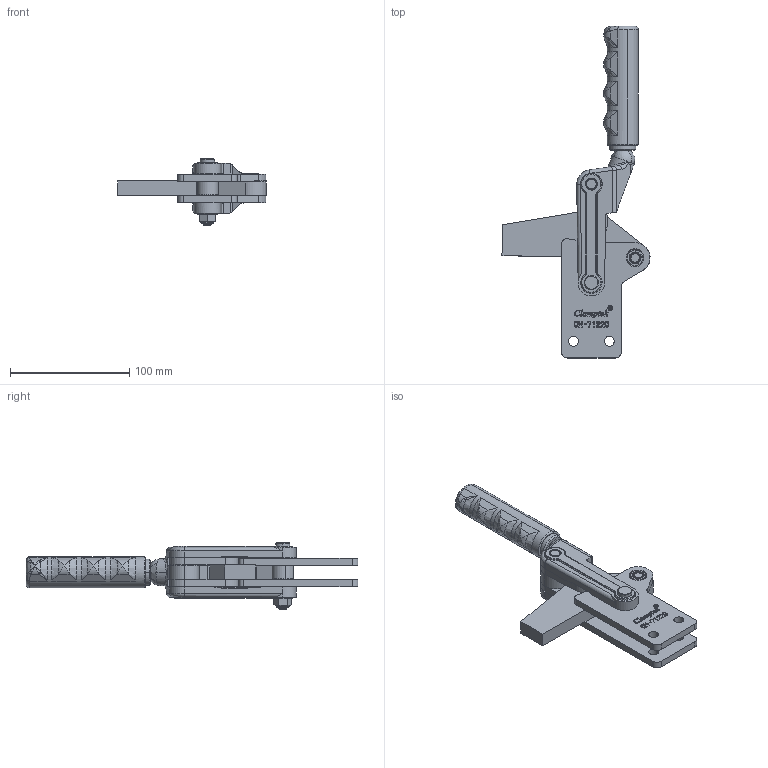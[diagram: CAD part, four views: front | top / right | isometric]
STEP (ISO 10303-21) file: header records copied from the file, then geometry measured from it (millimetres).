
FILE_DESCRIPTION (( 'STEP AP203' ), '1' );
FILE_NAME ('CH-71220.STEP', '2017-12-10T03:03:07', ( 'Windows' ), ( 'Microsoft' ), 'SwSTEP 2.0', 'SolidWorks 2015', '' );
FILE_SCHEMA (( 'CONFIG_CONTROL_DESIGN' ));
Length unit declared in the file: millimetre
Products named in the file (4): 盓殤; 掛; 忒梟杶44; CH-71220
Assembly tree (3 placements, depth 2):
  CH-71220
    盓殤
    掛
    忒梟杶44
Bounding box: 123.97 x 278 x 56 mm (x, y, z)
Volume: 259915.3 mm3; surface area: 101068 mm2
Topology: 22 solids, 22 shells, 2234 faces, 6276 edges, 4105 vertices
Faces by surface type: plane 938, cylinder 868, bspline 268, cone 157, torus 3
Entity records: 86909 total; most frequent: CARTESIAN_POINT 29172, ORIENTED_EDGE 12526, DIRECTION 11536, EDGE_CURVE 6263, VERTEX_POINT 4105, AXIS2_PLACEMENT_3D 3887, VECTOR 3762, LINE 3762
